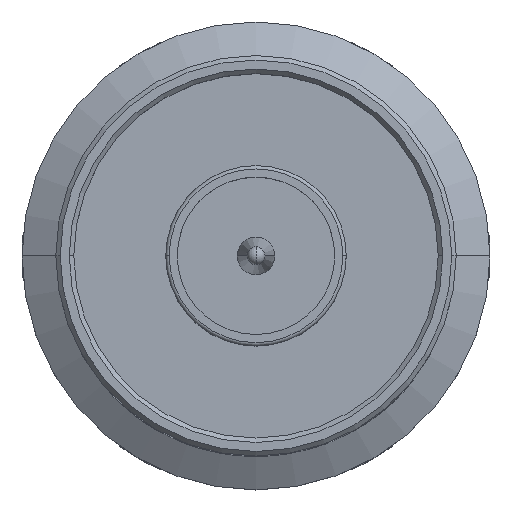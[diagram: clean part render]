
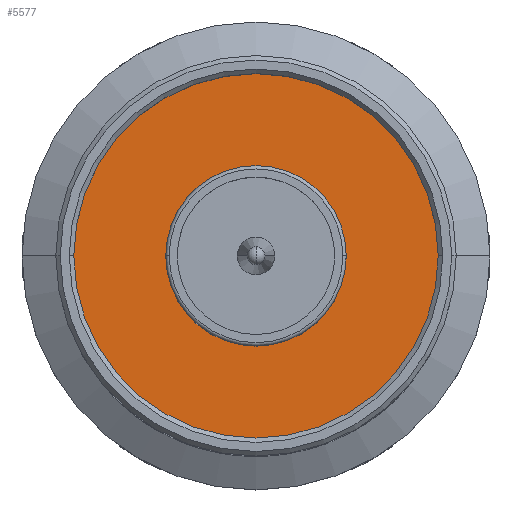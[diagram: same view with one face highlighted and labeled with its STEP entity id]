
A CAD part, top view. The second image highlights one B-rep face of the part: STEP entity #5577.
In plain terms, the highlighted planar face has unit normal (0, 0, 1).
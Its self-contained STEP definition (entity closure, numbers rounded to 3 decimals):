
#174 = ORIENTED_EDGE ( 'NONE', *, *, #3219, .T. ) ;
#1036 = CARTESIAN_POINT ( 'NONE',  ( -4.01, 0., -3.05 ) ) ;
#1165 = DIRECTION ( 'NONE',  ( 0., 0., 1. ) ) ;
#1617 = AXIS2_PLACEMENT_3D ( 'NONE', #6301, #16797, #7820 ) ;
#2021 = AXIS2_PLACEMENT_3D ( 'NONE', #3299, #16786, #7815 ) ;
#3146 = VERTEX_POINT ( 'NONE', #1036 ) ;
#3219 = EDGE_CURVE ( 'NONE', #12576, #13447, #9224, .T. ) ;
#3299 = CARTESIAN_POINT ( 'NONE',  ( 0., 0., -3.05 ) ) ;
#3356 = AXIS2_PLACEMENT_3D ( 'NONE', #10070, #1165, #11595 ) ;
#3720 = EDGE_LOOP ( 'NONE', ( #174, #14341 ) ) ;
#3735 = EDGE_CURVE ( 'NONE', #3146, #17156, #5940, .T. ) ;
#4524 = EDGE_CURVE ( 'NONE', #13447, #12576, #10081, .T. ) ;
#4912 = EDGE_CURVE ( 'NONE', #17156, #3146, #15634, .T. ) ;
#5577 = ADVANCED_FACE ( 'NONE', ( #12549, #16561 ), #6295, .F. ) ;
#5940 = CIRCLE ( 'NONE', #1617, 4.01 ) ;
#6295 = PLANE ( 'NONE',  #2021 ) ;
#6301 = CARTESIAN_POINT ( 'NONE',  ( 0., 0., -3.05 ) ) ;
#6900 = DIRECTION ( 'NONE',  ( 0., 0., -1. ) ) ;
#7815 = DIRECTION ( 'NONE',  ( -1., 0., 0. ) ) ;
#7820 = DIRECTION ( 'NONE',  ( -1., 0., 0. ) ) ;
#8165 = ORIENTED_EDGE ( 'NONE', *, *, #3735, .T. ) ;
#8657 = CARTESIAN_POINT ( 'NONE',  ( 0., 0., -3.05 ) ) ;
#9224 = CIRCLE ( 'NONE', #3356, 8.1 ) ;
#10070 = CARTESIAN_POINT ( 'NONE',  ( 0., 0., -3.05 ) ) ;
#10081 = CIRCLE ( 'NONE', #16529, 8.1 ) ;
#10148 = DIRECTION ( 'NONE',  ( -1., 0., 0. ) ) ;
#10272 = EDGE_LOOP ( 'NONE', ( #17865, #8165 ) ) ;
#10358 = CARTESIAN_POINT ( 'NONE',  ( 8.1, 0., -3.05 ) ) ;
#11595 = DIRECTION ( 'NONE',  ( -1., 0., 0. ) ) ;
#12549 = FACE_BOUND ( 'NONE', #10272, .T. ) ;
#12576 = VERTEX_POINT ( 'NONE', #14408 ) ;
#13447 = VERTEX_POINT ( 'NONE', #10358 ) ;
#14341 = ORIENTED_EDGE ( 'NONE', *, *, #4524, .T. ) ;
#14408 = CARTESIAN_POINT ( 'NONE',  ( -8.1, 0., -3.05 ) ) ;
#14750 = AXIS2_PLACEMENT_3D ( 'NONE', #15864, #6900, #17409 ) ;
#15634 = CIRCLE ( 'NONE', #14750, 4.01 ) ;
#15864 = CARTESIAN_POINT ( 'NONE',  ( 0., 0., -3.05 ) ) ;
#16529 = AXIS2_PLACEMENT_3D ( 'NONE', #8657, #19196, #10148 ) ;
#16561 = FACE_OUTER_BOUND ( 'NONE', #3720, .T. ) ;
#16786 = DIRECTION ( 'NONE',  ( 0., 0., -1. ) ) ;
#16797 = DIRECTION ( 'NONE',  ( 0., 0., -1. ) ) ;
#17156 = VERTEX_POINT ( 'NONE', #18075 ) ;
#17409 = DIRECTION ( 'NONE',  ( -1., 0., 0. ) ) ;
#17865 = ORIENTED_EDGE ( 'NONE', *, *, #4912, .T. ) ;
#18075 = CARTESIAN_POINT ( 'NONE',  ( 4.01, 0., -3.05 ) ) ;
#19196 = DIRECTION ( 'NONE',  ( 0., 0., 1. ) ) ;
